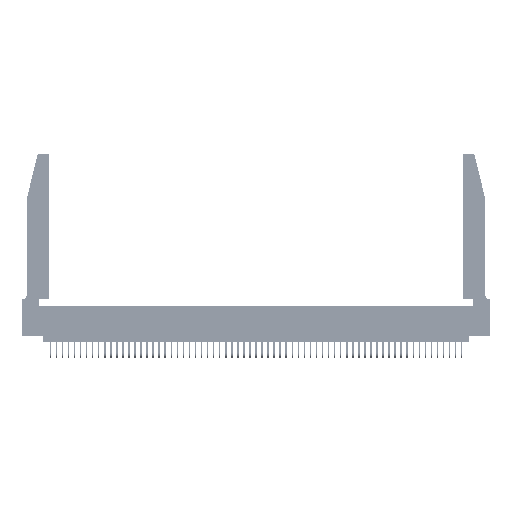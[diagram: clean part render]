
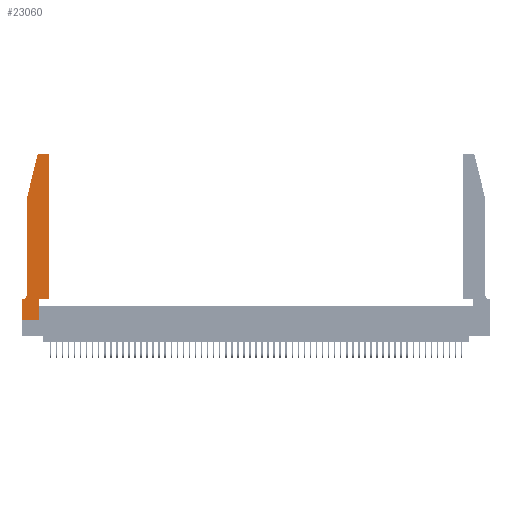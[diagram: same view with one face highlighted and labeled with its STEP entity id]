
A CAD part, top view. The second image highlights one B-rep face of the part: STEP entity #23060.
In plain terms, the highlighted planar face has unit normal (0, 0, 1).
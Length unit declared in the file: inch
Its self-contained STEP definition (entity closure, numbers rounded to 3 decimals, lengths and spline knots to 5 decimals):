
#335 = EDGE_CURVE ( 'NONE', #41035, #42230, #6032, .T. ) ;
#832 = CARTESIAN_POINT ( 'NONE',  ( 0., 0.35, 0.37 ) ) ;
#1715 = CIRCLE ( 'NONE', #7181, 0.07 ) ;
#2359 = EDGE_CURVE ( 'NONE', #34627, #23184, #19028, .T. ) ;
#2452 = VERTEX_POINT ( 'NONE', #47445 ) ;
#2979 = VECTOR ( 'NONE', #7196, 39.37008 ) ;
#3055 = CARTESIAN_POINT ( 'NONE',  ( 0.0755, 2., 0.37 ) ) ;
#3744 = CARTESIAN_POINT ( 'NONE',  ( 0.0755, 0.35, 0.37 ) ) ;
#4394 = LINE ( 'NONE', #15577, #35506 ) ;
#5293 = DIRECTION ( 'NONE',  ( 1., 0., 0. ) ) ;
#5691 = EDGE_CURVE ( 'NONE', #2452, #10476, #1715, .T. ) ;
#5699 = ORIENTED_EDGE ( 'NONE', *, *, #25969, .T. ) ;
#6032 = LINE ( 'NONE', #42455, #7417 ) ;
#7181 = AXIS2_PLACEMENT_3D ( 'NONE', #44172, #17802, #48600 ) ;
#7196 = DIRECTION ( 'NONE',  ( 0., -1., 0. ) ) ;
#7417 = VECTOR ( 'NONE', #16076, 39.37008 ) ;
#8194 = DIRECTION ( 'NONE',  ( -1., 0., 0. ) ) ;
#9239 = CIRCLE ( 'NONE', #31440, 0.03 ) ;
#9549 = PLANE ( 'NONE',  #45957 ) ;
#10476 = VERTEX_POINT ( 'NONE', #15354 ) ;
#11012 = CARTESIAN_POINT ( 'NONE',  ( 0.4505, 0.35, 0.37 ) ) ;
#11509 = EDGE_CURVE ( 'NONE', #42230, #43898, #44311, .T. ) ;
#14802 = EDGE_CURVE ( 'NONE', #46418, #46157, #50115, .T. ) ;
#14854 = CARTESIAN_POINT ( 'NONE',  ( 0.25487, 2.72718, 0.37 ) ) ;
#15047 = DIRECTION ( 'NONE',  ( 0., 0., 1. ) ) ;
#15354 = CARTESIAN_POINT ( 'NONE',  ( 0.0055, 0.35, 0.37 ) ) ;
#15447 = LINE ( 'NONE', #3744, #49204 ) ;
#15577 = CARTESIAN_POINT ( 'NONE',  ( 0.0755, 2., 0.37 ) ) ;
#15962 = DIRECTION ( 'NONE',  ( 0., -1., 0. ) ) ;
#16076 = DIRECTION ( 'NONE',  ( 1., 0., 0. ) ) ;
#16087 = CARTESIAN_POINT ( 'NONE',  ( 0., 0., 0.37 ) ) ;
#16123 = EDGE_CURVE ( 'NONE', #43898, #46418, #20053, .T. ) ;
#16772 = CARTESIAN_POINT ( 'NONE',  ( 0., 0.35, 0.37 ) ) ;
#17693 = ORIENTED_EDGE ( 'NONE', *, *, #16123, .T. ) ;
#17802 = DIRECTION ( 'NONE',  ( 0., 0., -1. ) ) ;
#17816 = VECTOR ( 'NONE', #33986, 39.37008 ) ;
#18087 = CARTESIAN_POINT ( 'NONE',  ( 0.2605, 2.75, 0.37 ) ) ;
#19028 = LINE ( 'NONE', #16087, #30798 ) ;
#20053 = CIRCLE ( 'NONE', #55300, 0.03 ) ;
#20330 = CARTESIAN_POINT ( 'NONE',  ( 0., 0., 0.37 ) ) ;
#20902 = ORIENTED_EDGE ( 'NONE', *, *, #42080, .T. ) ;
#21552 = ORIENTED_EDGE ( 'NONE', *, *, #5691, .T. ) ;
#22071 = DIRECTION ( 'NONE',  ( 0., 0., 1. ) ) ;
#22633 = CARTESIAN_POINT ( 'NONE',  ( 0.4505, 2.72, 0.37 ) ) ;
#22674 = FACE_OUTER_BOUND ( 'NONE', #25472, .T. ) ;
#23060 = ADVANCED_FACE ( 'NONE', ( #22674 ), #9549, .T. ) ;
#23184 = VERTEX_POINT ( 'NONE', #36955 ) ;
#23409 = EDGE_CURVE ( 'NONE', #49034, #31665, #39888, .T. ) ;
#24680 = ORIENTED_EDGE ( 'NONE', *, *, #14802, .T. ) ;
#25472 = EDGE_LOOP ( 'NONE', ( #24680, #51768, #47602, #26219, #21552, #5699, #35988, #29042, #20902, #39845, #28364, #17693 ) ) ;
#25808 = EDGE_CURVE ( 'NONE', #31665, #2452, #4394, .T. ) ;
#25969 = EDGE_CURVE ( 'NONE', #10476, #37469, #15447, .T. ) ;
#26219 = ORIENTED_EDGE ( 'NONE', *, *, #25808, .T. ) ;
#28364 = ORIENTED_EDGE ( 'NONE', *, *, #11509, .T. ) ;
#29042 = ORIENTED_EDGE ( 'NONE', *, *, #2359, .T. ) ;
#29901 = VECTOR ( 'NONE', #43933, 39.37008 ) ;
#30670 = EDGE_CURVE ( 'NONE', #37469, #34627, #51252, .T. ) ;
#30798 = VECTOR ( 'NONE', #46889, 39.37008 ) ;
#31001 = CARTESIAN_POINT ( 'NONE',  ( 0., 0., 0.37 ) ) ;
#31440 = AXIS2_PLACEMENT_3D ( 'NONE', #48455, #22071, #52875 ) ;
#31665 = VERTEX_POINT ( 'NONE', #49115 ) ;
#31783 = DIRECTION ( 'NONE',  ( 0., 0., 1. ) ) ;
#32312 = DIRECTION ( 'NONE',  ( 0., 1., 0. ) ) ;
#33986 = DIRECTION ( 'NONE',  ( -0.239, -0.971, 0. ) ) ;
#34627 = VERTEX_POINT ( 'NONE', #31001 ) ;
#35506 = VECTOR ( 'NONE', #15962, 39.37008 ) ;
#35988 = ORIENTED_EDGE ( 'NONE', *, *, #30670, .T. ) ;
#36905 = CARTESIAN_POINT ( 'NONE',  ( 0.4205, 2.75, 0.37 ) ) ;
#36955 = CARTESIAN_POINT ( 'NONE',  ( 0.2865, 0., 0.37 ) ) ;
#37469 = VERTEX_POINT ( 'NONE', #16772 ) ;
#39029 = VECTOR ( 'NONE', #32312, 39.37008 ) ;
#39826 = VECTOR ( 'NONE', #49084, 39.37008 ) ;
#39845 = ORIENTED_EDGE ( 'NONE', *, *, #335, .T. ) ;
#39888 = LINE ( 'NONE', #3055, #17816 ) ;
#41035 = VERTEX_POINT ( 'NONE', #43825 ) ;
#41464 = CARTESIAN_POINT ( 'NONE',  ( 0.4205, 2.72, 0.37 ) ) ;
#42080 = EDGE_CURVE ( 'NONE', #23184, #41035, #50691, .T. ) ;
#42230 = VERTEX_POINT ( 'NONE', #11012 ) ;
#42455 = CARTESIAN_POINT ( 'NONE',  ( 0.4505, 0.35, 0.37 ) ) ;
#43825 = CARTESIAN_POINT ( 'NONE',  ( 0.2865, 0.35, 0.37 ) ) ;
#43898 = VERTEX_POINT ( 'NONE', #22633 ) ;
#43933 = DIRECTION ( 'NONE',  ( 0., 1., 0. ) ) ;
#44172 = CARTESIAN_POINT ( 'NONE',  ( 0.0055, 0.42, 0.37 ) ) ;
#44311 = LINE ( 'NONE', #56998, #29901 ) ;
#45331 = CARTESIAN_POINT ( 'NONE',  ( 0.2865, 0.35, 0.37 ) ) ;
#45868 = DIRECTION ( 'NONE',  ( 1., 0., 0. ) ) ;
#45957 = AXIS2_PLACEMENT_3D ( 'NONE', #832, #31783, #5293 ) ;
#46157 = VERTEX_POINT ( 'NONE', #52653 ) ;
#46418 = VERTEX_POINT ( 'NONE', #36905 ) ;
#46889 = DIRECTION ( 'NONE',  ( 1., 0., 0. ) ) ;
#47445 = CARTESIAN_POINT ( 'NONE',  ( 0.0755, 0.42, 0.37 ) ) ;
#47602 = ORIENTED_EDGE ( 'NONE', *, *, #23409, .T. ) ;
#48455 = CARTESIAN_POINT ( 'NONE',  ( 0.284, 2.72, 0.37 ) ) ;
#48600 = DIRECTION ( 'NONE',  ( -1., 0., 0. ) ) ;
#49034 = VERTEX_POINT ( 'NONE', #14854 ) ;
#49084 = DIRECTION ( 'NONE',  ( -1., 0., 0. ) ) ;
#49115 = CARTESIAN_POINT ( 'NONE',  ( 0.0755, 2., 0.37 ) ) ;
#49204 = VECTOR ( 'NONE', #8194, 39.37008 ) ;
#50007 = EDGE_CURVE ( 'NONE', #46157, #49034, #9239, .T. ) ;
#50115 = LINE ( 'NONE', #18087, #39826 ) ;
#50691 = LINE ( 'NONE', #45331, #39029 ) ;
#51252 = LINE ( 'NONE', #20330, #2979 ) ;
#51768 = ORIENTED_EDGE ( 'NONE', *, *, #50007, .T. ) ;
#52653 = CARTESIAN_POINT ( 'NONE',  ( 0.284, 2.75, 0.37 ) ) ;
#52875 = DIRECTION ( 'NONE',  ( 1., 0., 0. ) ) ;
#55300 = AXIS2_PLACEMENT_3D ( 'NONE', #41464, #15047, #45868 ) ;
#56998 = CARTESIAN_POINT ( 'NONE',  ( 0.4505, 0.35, 0.37 ) ) ;
